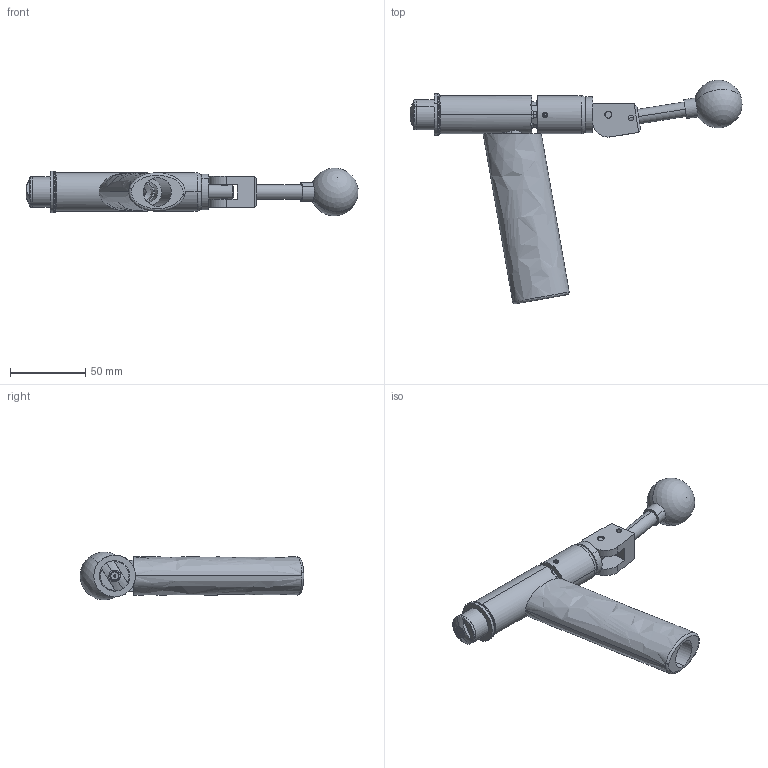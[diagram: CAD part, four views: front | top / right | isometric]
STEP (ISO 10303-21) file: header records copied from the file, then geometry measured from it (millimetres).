
FILE_DESCRIPTION (( 'STEP AP214' ), '1' );
FILE_NAME ('CTSC-003840.STEP', '2025-06-18T12:59:27', ( '' ), ( '' ), 'SwSTEP 2.0', 'SolidWorks 2023', '' );
FILE_SCHEMA (( 'AUTOMOTIVE_DESIGN' ));
Length unit declared in the file: inch
Products named in the file (1): CTSC-003840
Bounding box: 220.63 x 148.69 x 31.6 mm (x, y, z)
Volume: 156312.9 mm3; surface area: 51249 mm2
Topology: 10 solids, 10 shells, 320 faces, 781 edges, 498 vertices
Faces by surface type: cylinder 126, plane 122, cone 54, torus 9, bspline 7, sphere 2
Entity records: 15464 total; most frequent: CARTESIAN_POINT 3884, DIRECTION 1571, ORIENTED_EDGE 1548, EDGE_CURVE 774, AXIS2_PLACEMENT_3D 617, VERTEX_POINT 495, EDGE_LOOP 363, LINE 337
